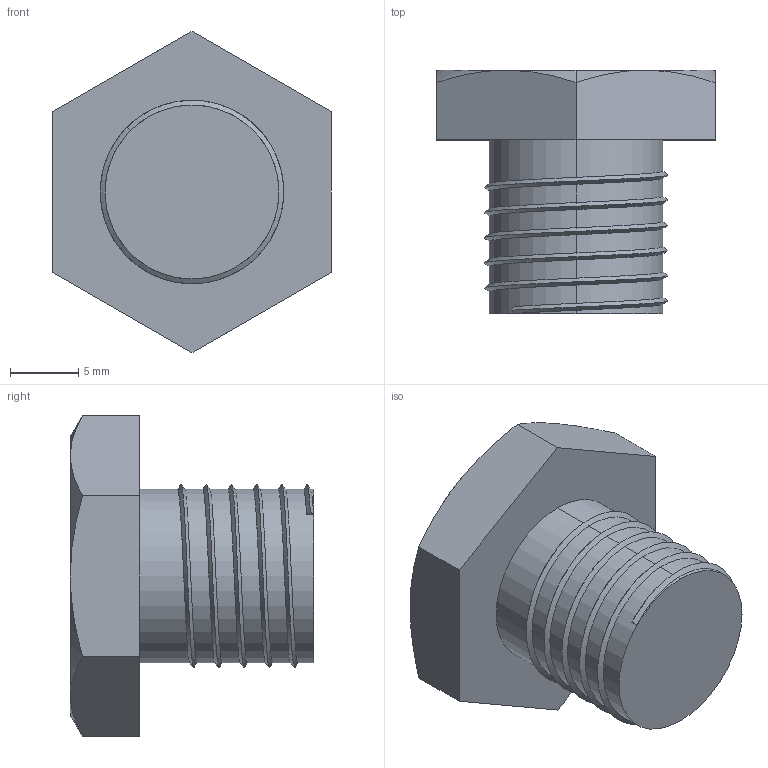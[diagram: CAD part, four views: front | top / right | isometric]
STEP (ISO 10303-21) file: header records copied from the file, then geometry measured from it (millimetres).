
FILE_DESCRIPTION (( 'STEP AP203' ), '1' );
FILE_NAME ('Pieza 7_Predeterminado_sldprt.STEP', '2020-12-09T13:51:23', ( '' ), ( '' ), 'SwSTEP 2.0', 'SolidWorks 2018', '' );
FILE_SCHEMA (( 'CONFIG_CONTROL_DESIGN' ));
Length unit declared in the file: inch
Products named in the file (1): Pieza 7_Predeterminado_sldprt
Bounding box: 20.32 x 17.78 x 23.46 mm (x, y, z)
Volume: 3436.1 mm3; surface area: 1870.5 mm2
Topology: 2 solids, 2 shells, 23 faces, 47 edges, 29 vertices
Faces by surface type: plane 11, cone 7, bspline 3, cylinder 2
Entity records: 1690 total; most frequent: CARTESIAN_POINT 1168, ORIENTED_EDGE 94, DIRECTION 82, EDGE_CURVE 47, AXIS2_PLACEMENT_3D 32, VERTEX_POINT 29, EDGE_LOOP 24, ADVANCED_FACE 23
